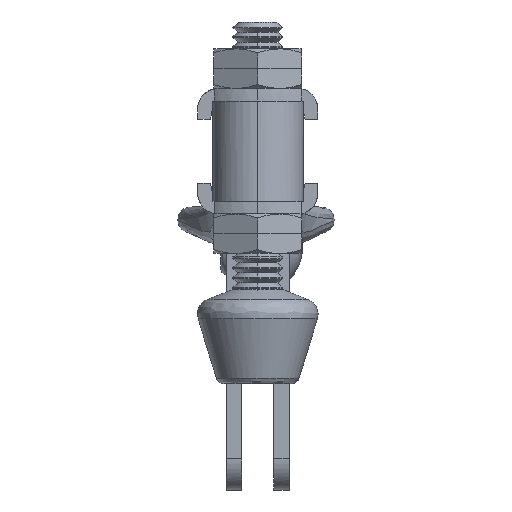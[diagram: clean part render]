
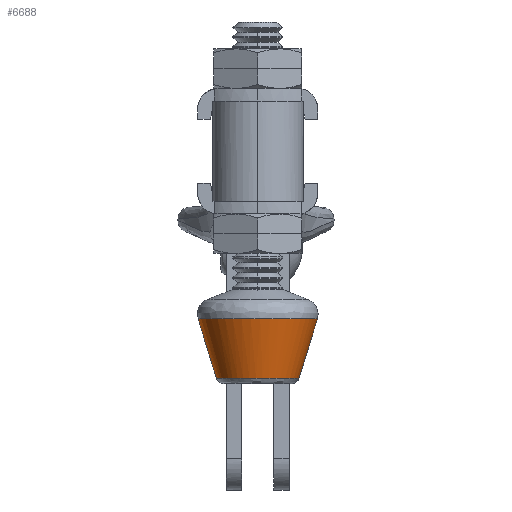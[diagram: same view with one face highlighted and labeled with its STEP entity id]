
A CAD part, front view. The second image highlights one B-rep face of the part: STEP entity #6688.
In plain terms, the highlighted free-form (B-spline) face has degree [1, 3] with [2, 4] control points.
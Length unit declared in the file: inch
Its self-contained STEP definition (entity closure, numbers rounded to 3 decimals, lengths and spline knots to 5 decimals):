
#4377=VERTEX_POINT('',#11859);
#6688=ADVANCED_FACE('',(#14349),#14350,.T.);
#7355=VERTEX_POINT('',#15064);
#7929=VERTEX_POINT('',#15674);
#9055=EDGE_CURVE('',#4377,#7355,#16879,.T.);
#9651=EDGE_CURVE('',#10262,#7355,#17513,.T.);
#9931=EDGE_CURVE('',#10262,#7929,#17811,.T.);
#10262=VERTEX_POINT('',#18170);
#10783=EDGE_CURVE('',#4377,#7929,#18732,.T.);
#11859=CARTESIAN_POINT('',(-0.37597,-2.28175,-0.36197));
#14349=FACE_OUTER_BOUND('',#28015,.T.);
#14350=(B_SPLINE_SURFACE(1,3,((#28017,#28018,#28019,#28020),(#28021,#28022,#28023,#28024)),.UNSPECIFIED.,.F.,.F.,.F.)B_SPLINE_SURFACE_WITH_KNOTS((2,2),(4,4),(0.09091,1.0),(0.0,1.0),.UNSPECIFIED.)RATIONAL_B_SPLINE_SURFACE(((1.0,0.333,0.333,1.0),(1.0,0.333,0.333,1.0)))BOUNDED_SURFACE()REPRESENTATION_ITEM('')GEOMETRIC_REPRESENTATION_ITEM()SURFACE());
#15064=CARTESIAN_POINT('',(-0.28418,-2.28175,-0.65806));
#15674=CARTESIAN_POINT('',(0.21849,-2.28175,-0.36197));
#16879=B_SPLINE_CURVE_WITH_KNOTS('',1,(#35322,#35323),.UNSPECIFIED.,.F.,.F.,(2,2),(0.00186,0.00973),.UNSPECIFIED.);
#17513=(B_SPLINE_CURVE(3,(#36999,#37000,#37001,#37002),.UNSPECIFIED.,.F.,.F.)B_SPLINE_CURVE_WITH_KNOTS((4,4),(0.0,3.14159),.UNSPECIFIED.)RATIONAL_B_SPLINE_CURVE((1.0,0.333,0.333,1.0))BOUNDED_CURVE()REPRESENTATION_ITEM('')GEOMETRIC_REPRESENTATION_ITEM()CURVE());
#17811=B_SPLINE_CURVE_WITH_KNOTS('',1,(#38085,#38086),.UNSPECIFIED.,.F.,.F.,(2,2),(-0.00973,-0.00186),.UNSPECIFIED.);
#18170=CARTESIAN_POINT('',(0.1267,-2.28175,-0.65806));
#18732=(B_SPLINE_CURVE(3,(#40472,#40473,#40474,#40475),.UNSPECIFIED.,.F.,.F.)B_SPLINE_CURVE_WITH_KNOTS((4,4),(-3.14159,-0.0),.UNSPECIFIED.)RATIONAL_B_SPLINE_CURVE((1.0,0.333,0.333,1.0))BOUNDED_CURVE()REPRESENTATION_ITEM('')GEOMETRIC_REPRESENTATION_ITEM()CURVE());
#28015=EDGE_LOOP('',(#44603,#44604,#44605,#44606));
#28017=CARTESIAN_POINT('',(-0.37597,-2.28175,-0.36197));
#28018=CARTESIAN_POINT('',(-0.37597,-2.87621,-0.36197));
#28019=CARTESIAN_POINT('',(0.21849,-2.87621,-0.36197));
#28020=CARTESIAN_POINT('',(0.21849,-2.28175,-0.36197));
#28021=CARTESIAN_POINT('',(-0.28418,-2.28175,-0.65806));
#28022=CARTESIAN_POINT('',(-0.28418,-2.69263,-0.65806));
#28023=CARTESIAN_POINT('',(0.1267,-2.69263,-0.65806));
#28024=CARTESIAN_POINT('',(0.1267,-2.28175,-0.65806));
#35322=CARTESIAN_POINT('',(-0.37597,-2.28175,-0.36197));
#35323=CARTESIAN_POINT('',(-0.28418,-2.28175,-0.65806));
#36999=CARTESIAN_POINT('',(0.1267,-2.28175,-0.65806));
#37000=CARTESIAN_POINT('',(0.1267,-2.69263,-0.65806));
#37001=CARTESIAN_POINT('',(-0.28418,-2.69263,-0.65806));
#37002=CARTESIAN_POINT('',(-0.28418,-2.28175,-0.65806));
#38085=CARTESIAN_POINT('',(0.1267,-2.28175,-0.65806));
#38086=CARTESIAN_POINT('',(0.21849,-2.28175,-0.36197));
#40472=CARTESIAN_POINT('',(-0.37597,-2.28175,-0.36197));
#40473=CARTESIAN_POINT('',(-0.37597,-2.87621,-0.36197));
#40474=CARTESIAN_POINT('',(0.21849,-2.87621,-0.36197));
#40475=CARTESIAN_POINT('',(0.21849,-2.28175,-0.36197));
#44603=ORIENTED_EDGE('',*,*,#9651,.F.);
#44604=ORIENTED_EDGE('',*,*,#9931,.T.);
#44605=ORIENTED_EDGE('',*,*,#10783,.F.);
#44606=ORIENTED_EDGE('',*,*,#9055,.T.);
